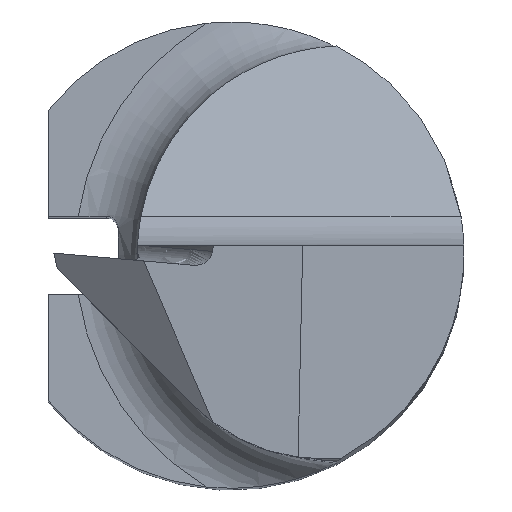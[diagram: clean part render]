
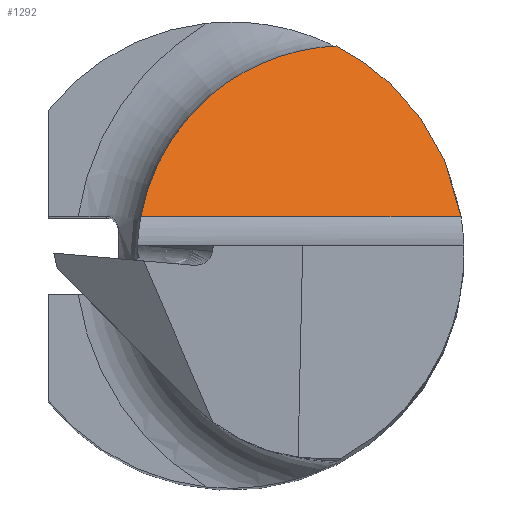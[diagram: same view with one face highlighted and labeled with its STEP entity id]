
A CAD part, top view. The second image highlights one B-rep face of the part: STEP entity #1292.
In plain terms, the highlighted planar face has unit normal (0, 0.766, 0.643).
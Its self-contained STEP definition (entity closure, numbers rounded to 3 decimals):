
#15 = CARTESIAN_POINT ( 'NONE',  ( -1.158, 0.474, 26.623 ) ) ;
#18 = CARTESIAN_POINT ( 'NONE',  ( 2.962, 0.474, 26.623 ) ) ;
#19 = ORIENTED_EDGE ( 'NONE', *, *, #909, .T. ) ;
#95 = CARTESIAN_POINT ( 'NONE',  ( -1.158, 0.474, 26.623 ) ) ;
#108 = VERTEX_POINT ( 'NONE', #15 ) ;
#157 = VERTEX_POINT ( 'NONE', #1270 ) ;
#193 = FACE_OUTER_BOUND ( 'NONE', #631, .T. ) ;
#207 = CARTESIAN_POINT ( 'NONE',  ( 3., 2.675, 24. ) ) ;
#315 = VERTEX_POINT ( 'NONE', #1196 ) ;
#406 = DIRECTION ( 'NONE',  ( 0., -0.766, -0.643 ) ) ;
#422 = PLANE ( 'NONE',  #424 ) ;
#424 = AXIS2_PLACEMENT_3D ( 'NONE', #207, #406, #504 ) ;
#504 = DIRECTION ( 'NONE',  ( 0., 0.643, -0.766 ) ) ;
#563 = EDGE_CURVE ( 'NONE', #315, #108, #885, .T. ) ;
#631 = EDGE_LOOP ( 'NONE', ( #703, #1193, #19 ) ) ;
#703 = ORIENTED_EDGE ( 'NONE', *, *, #563, .F. ) ;
#723 = VECTOR ( 'NONE', #912, 1000. ) ;
#802 = CARTESIAN_POINT ( 'NONE',  ( 0.055, 2.617, 24.069 ) ) ;
#839 = CARTESIAN_POINT ( 'NONE',  ( 2.807, 1.441, 25.471 ) ) ;
#885 = LINE ( 'NONE', #1203, #723 ) ;
#909 = EDGE_CURVE ( 'NONE', #157, #108, #1262, .T. ) ;
#912 = DIRECTION ( 'NONE',  ( -1., 0., 0. ) ) ;
#931 = EDGE_CURVE ( 'NONE', #315, #157, #1165, .T. ) ;
#1044 = CARTESIAN_POINT ( 'NONE',  ( 2.231, 2.232, 24.528 ) ) ;
#1099 = CARTESIAN_POINT ( 'NONE',  ( 1.358, 2.675, 24. ) ) ;
#1128 = CARTESIAN_POINT ( 'NONE',  ( -0.927, 1.758, 25.093 ) ) ;
#1165 =( BOUNDED_CURVE ( )  B_SPLINE_CURVE ( 3, ( #18, #839, #1044, #1288 ),
 .UNSPECIFIED., .F., .F. ) 
 B_SPLINE_CURVE_WITH_KNOTS ( ( 4, 4 ),
 ( 4.871, 5.813 ),
 .UNSPECIFIED. ) 
 CURVE ( )  GEOMETRIC_REPRESENTATION_ITEM ( )  RATIONAL_B_SPLINE_CURVE ( ( 1., 0.927, 0.927, 1. ) ) 
 REPRESENTATION_ITEM ( '' )  );
#1193 = ORIENTED_EDGE ( 'NONE', *, *, #931, .T. ) ;
#1196 = CARTESIAN_POINT ( 'NONE',  ( 2.962, 0.474, 26.623 ) ) ;
#1203 = CARTESIAN_POINT ( 'NONE',  ( 3., 0.474, 26.623 ) ) ;
#1262 =( BOUNDED_CURVE ( )  B_SPLINE_CURVE ( 3, ( #1099, #802, #1128, #95 ),
 .UNSPECIFIED., .F., .F. ) 
 B_SPLINE_CURVE_WITH_KNOTS ( ( 4, 4 ),
 ( 0.045, 1.393 ),
 .UNSPECIFIED. ) 
 CURVE ( )  GEOMETRIC_REPRESENTATION_ITEM ( )  RATIONAL_B_SPLINE_CURVE ( ( 1., 0.854, 0.854, 1. ) ) 
 REPRESENTATION_ITEM ( '' )  );
#1270 = CARTESIAN_POINT ( 'NONE',  ( 1.358, 2.675, 24. ) ) ;
#1288 = CARTESIAN_POINT ( 'NONE',  ( 1.358, 2.675, 24. ) ) ;
#1292 = ADVANCED_FACE ( 'NONE', ( #193 ), #422, .F. ) ;
